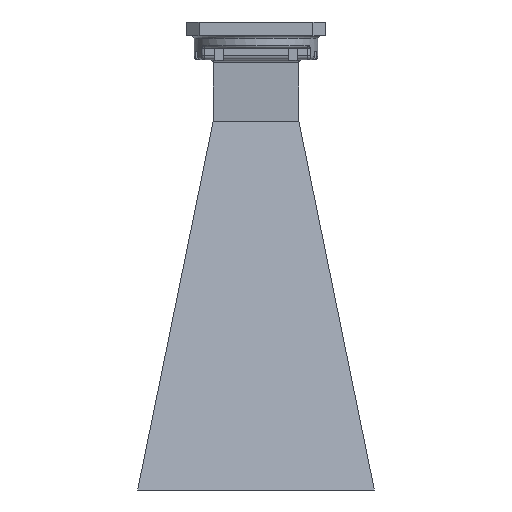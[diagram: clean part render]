
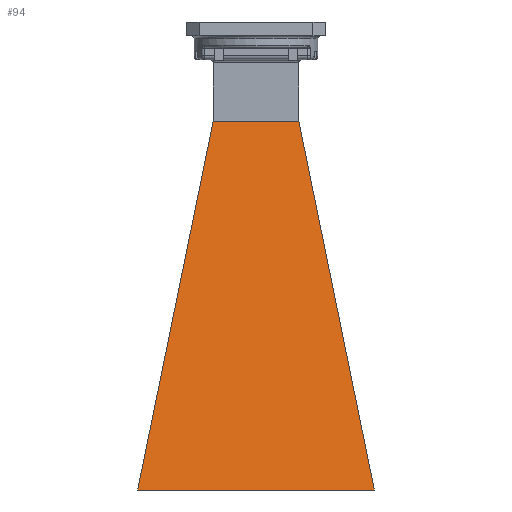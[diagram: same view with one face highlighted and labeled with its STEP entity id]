
A CAD part, front view. The second image highlights one B-rep face of the part: STEP entity #94.
In plain terms, the highlighted planar face has unit normal (0, -0.984, 0.177).
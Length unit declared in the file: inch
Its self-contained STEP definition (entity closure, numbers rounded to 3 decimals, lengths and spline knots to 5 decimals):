
#12 = EDGE_CURVE ( 'NONE', #3166, #690, #355, .T. ) ;
#94 = ADVANCED_FACE ( 'NONE', ( #1652 ), #3228, .T. ) ;
#150 = CARTESIAN_POINT ( 'NONE',  ( 0.5, -0.25, -1.16 ) ) ;
#161 = LINE ( 'NONE', #2899, #2850 ) ;
#204 = EDGE_CURVE ( 'NONE', #690, #3695, #3697, .T. ) ;
#281 = CARTESIAN_POINT ( 'NONE',  ( 0., -0.03964, 0.00714 ) ) ;
#355 = LINE ( 'NONE', #3730, #2947 ) ;
#522 = CARTESIAN_POINT ( 'NONE',  ( 0.5, -0.25, -1.16 ) ) ;
#629 = LINE ( 'NONE', #1987, #1082 ) ;
#662 = EDGE_CURVE ( 'NONE', #1033, #3695, #629, .T. ) ;
#690 = VERTEX_POINT ( 'NONE', #522 ) ;
#751 = CARTESIAN_POINT ( 'NONE',  ( -0.5, -0.25, -1.16 ) ) ;
#1033 = VERTEX_POINT ( 'NONE', #3641 ) ;
#1082 = VECTOR ( 'NONE', #3767, 39.37008 ) ;
#1572 = AXIS2_PLACEMENT_3D ( 'NONE', #281, #2053, #2363 ) ;
#1652 = FACE_OUTER_BOUND ( 'NONE', #2520, .T. ) ;
#1729 = DIRECTION ( 'NONE',  ( 1., 0., 0. ) ) ;
#1987 = CARTESIAN_POINT ( 'NONE',  ( -1.38, -1.025, -5.46 ) ) ;
#2053 = DIRECTION ( 'NONE',  ( 0., -0.984, 0.177 ) ) ;
#2282 = EDGE_CURVE ( 'NONE', #1033, #3166, #161, .T. ) ;
#2363 = DIRECTION ( 'NONE',  ( 0., -0.177, -0.984 ) ) ;
#2465 = CARTESIAN_POINT ( 'NONE',  ( 1.38, -1.025, -5.46 ) ) ;
#2520 = EDGE_LOOP ( 'NONE', ( #3290, #3079, #2665, #2585 ) ) ;
#2546 = CARTESIAN_POINT ( 'NONE',  ( -0.5, -0.25, -1.16 ) ) ;
#2585 = ORIENTED_EDGE ( 'NONE', *, *, #2282, .T. ) ;
#2665 = ORIENTED_EDGE ( 'NONE', *, *, #662, .F. ) ;
#2850 = VECTOR ( 'NONE', #1729, 39.37008 ) ;
#2899 = CARTESIAN_POINT ( 'NONE',  ( -1.38, -1.025, -5.46 ) ) ;
#2947 = VECTOR ( 'NONE', #3738, 39.37008 ) ;
#3079 = ORIENTED_EDGE ( 'NONE', *, *, #204, .T. ) ;
#3116 = CARTESIAN_POINT ( 'NONE',  ( 0.16667, -0.25, -1.16 ) ) ;
#3166 = VERTEX_POINT ( 'NONE', #2465 ) ;
#3228 = PLANE ( 'NONE',  #1572 ) ;
#3290 = ORIENTED_EDGE ( 'NONE', *, *, #12, .T. ) ;
#3641 = CARTESIAN_POINT ( 'NONE',  ( -1.38, -1.025, -5.46 ) ) ;
#3694 = CARTESIAN_POINT ( 'NONE',  ( -0.16667, -0.25, -1.16 ) ) ;
#3695 = VERTEX_POINT ( 'NONE', #2546 ) ;
#3697 = B_SPLINE_CURVE_WITH_KNOTS ( 'NONE', 3,
 ( #150, #3116, #3694, #751 ),
 .UNSPECIFIED., .F., .F.,
 ( 4, 4 ),
 ( 0., 1. ),
 .UNSPECIFIED. ) ;
#3730 = CARTESIAN_POINT ( 'NONE',  ( 1.38, -1.025, -5.46 ) ) ;
#3738 = DIRECTION ( 'NONE',  ( -0.197, 0.174, 0.965 ) ) ;
#3767 = DIRECTION ( 'NONE',  ( 0.197, 0.174, 0.965 ) ) ;
